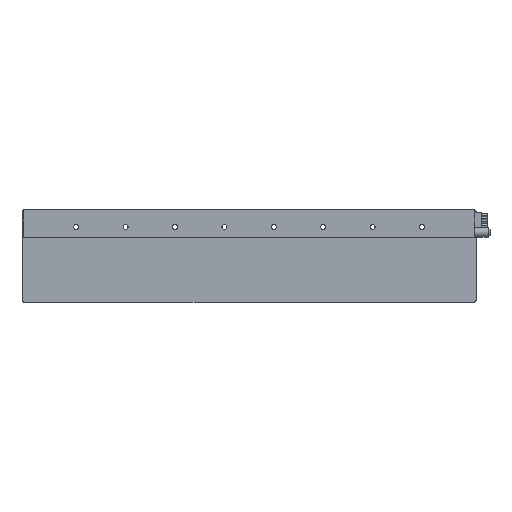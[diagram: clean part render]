
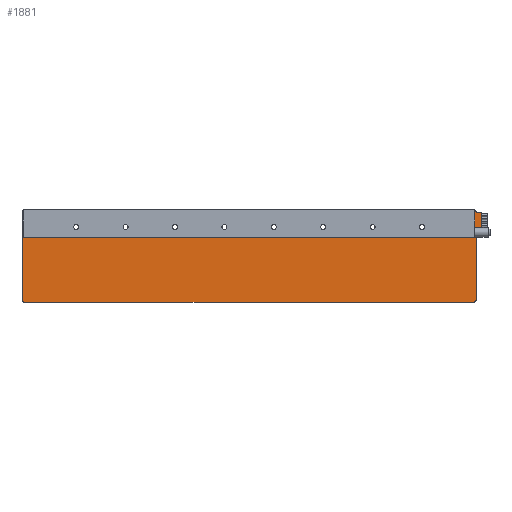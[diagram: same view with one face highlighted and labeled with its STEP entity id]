
A CAD part, top view. The second image highlights one B-rep face of the part: STEP entity #1881.
In plain terms, the highlighted planar face has unit normal (0, 0, 1).
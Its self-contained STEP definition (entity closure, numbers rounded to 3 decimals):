
#161=DIRECTION('',(0.,1.,0.));
#162=VECTOR('',#161,23.445);
#163=CARTESIAN_POINT('',(194.999,16.05,4.2));
#164=LINE('',#163,#162);
#165=CARTESIAN_POINT('',(193.8,37.65,4.2));
#166=DIRECTION('',(0.,0.,-1.));
#167=DIRECTION('',(0.545,0.838,0.));
#168=AXIS2_PLACEMENT_3D('',#165,#166,#167);
#170=DIRECTION('',(0.,-1.,0.));
#171=VECTOR('',#170,0.25);
#172=CARTESIAN_POINT('',(196.,37.65,4.2));
#173=LINE('',#172,#171);
#174=DIRECTION('',(0.,-1.,0.));
#175=VECTOR('',#174,14.6);
#176=CARTESIAN_POINT('',(200.6,37.4,4.2));
#177=LINE('',#176,#175);
#178=DIRECTION('',(0.,-1.,0.));
#179=VECTOR('',#178,60.55);
#180=CARTESIAN_POINT('',(196.,22.8,4.2));
#181=LINE('',#180,#179);
#182=CARTESIAN_POINT('',(193.8,-37.75,4.2));
#183=DIRECTION('',(0.,0.,-1.));
#184=DIRECTION('',(1.,0.,0.));
#185=AXIS2_PLACEMENT_3D('',#182,#183,#184);
#187=DIRECTION('',(-1.,0.,0.));
#188=VECTOR('',#187,387.6);
#189=CARTESIAN_POINT('',(193.8,-39.95,4.2));
#190=LINE('',#189,#188);
#191=CARTESIAN_POINT('',(-193.8,-37.75,4.2));
#192=DIRECTION('',(0.,0.,-1.));
#193=DIRECTION('',(0.,-1.,0.));
#194=AXIS2_PLACEMENT_3D('',#191,#192,#193);
#196=DIRECTION('',(0.,1.,0.));
#197=VECTOR('',#196,75.4);
#198=CARTESIAN_POINT('',(-196.,-37.75,4.2));
#199=LINE('',#198,#197);
#200=CARTESIAN_POINT('',(-193.8,37.65,4.2));
#201=DIRECTION('',(0.,0.,-1.));
#202=DIRECTION('',(-1.,0.,0.));
#203=AXIS2_PLACEMENT_3D('',#200,#201,#202);
#205=DIRECTION('',(1.,0.,0.));
#206=VECTOR('',#205,390.);
#207=CARTESIAN_POINT('',(-195.001,16.05,4.2));
#208=LINE('',#207,#206);
#273=DIRECTION('',(1.,0.,0.));
#274=VECTOR('',#273,4.6);
#275=CARTESIAN_POINT('',(196.,22.8,4.2));
#276=LINE('',#275,#274);
#345=DIRECTION('',(-1.,0.,0.));
#346=VECTOR('',#345,4.6);
#347=CARTESIAN_POINT('',(200.6,37.4,4.2));
#348=LINE('',#347,#346);
#582=DIRECTION('',(0.,1.,0.));
#583=VECTOR('',#582,23.443);
#584=CARTESIAN_POINT('',(-195.001,16.05,4.2));
#585=LINE('',#584,#583);
#1357=CARTESIAN_POINT('',(-195.001,39.493,4.2));
#1359=VERTEX_POINT('',#1357);
#1361=CARTESIAN_POINT('',(-196.,37.65,4.2));
#1362=VERTEX_POINT('',#1361);
#1366=CARTESIAN_POINT('',(194.999,39.495,4.2));
#1368=VERTEX_POINT('',#1366);
#1377=CARTESIAN_POINT('',(196.,37.65,4.2));
#1378=VERTEX_POINT('',#1377);
#1383=CARTESIAN_POINT('',(196.,37.4,4.2));
#1384=VERTEX_POINT('',#1383);
#1385=CARTESIAN_POINT('',(196.,-37.75,4.2));
#1386=VERTEX_POINT('',#1385);
#1387=CARTESIAN_POINT('',(196.,22.8,4.2));
#1388=VERTEX_POINT('',#1387);
#1409=CARTESIAN_POINT('',(200.6,22.8,4.2));
#1410=VERTEX_POINT('',#1409);
#1411=CARTESIAN_POINT('',(194.999,16.05,4.2));
#1412=VERTEX_POINT('',#1411);
#1413=CARTESIAN_POINT('',(200.6,37.4,4.2));
#1414=VERTEX_POINT('',#1413);
#1415=CARTESIAN_POINT('',(193.8,-39.95,4.2));
#1416=VERTEX_POINT('',#1415);
#1417=CARTESIAN_POINT('',(-193.8,-39.95,4.2));
#1418=VERTEX_POINT('',#1417);
#1419=CARTESIAN_POINT('',(-196.,-37.75,4.2));
#1420=VERTEX_POINT('',#1419);
#1421=CARTESIAN_POINT('',(-195.001,16.05,4.2));
#1422=VERTEX_POINT('',#1421);
#1849=CARTESIAN_POINT('',(0.,-0.05,4.2));
#1850=DIRECTION('',(0.,0.,1.));
#1851=DIRECTION('',(1.,0.,0.));
#1852=AXIS2_PLACEMENT_3D('',#1849,#1850,#1851);
#1853=PLANE('',#1852);
#1854=ORIENTED_EDGE('',*,*,#1823,.T.);
#1855=ORIENTED_EDGE('',*,*,#1786,.T.);
#1857=ORIENTED_EDGE('',*,*,#1856,.T.);
#1859=ORIENTED_EDGE('',*,*,#1858,.F.);
#1861=ORIENTED_EDGE('',*,*,#1860,.T.);
#1863=ORIENTED_EDGE('',*,*,#1862,.F.);
#1865=ORIENTED_EDGE('',*,*,#1864,.T.);
#1867=ORIENTED_EDGE('',*,*,#1866,.T.);
#1869=ORIENTED_EDGE('',*,*,#1868,.T.);
#1871=ORIENTED_EDGE('',*,*,#1870,.T.);
#1873=ORIENTED_EDGE('',*,*,#1872,.T.);
#1875=ORIENTED_EDGE('',*,*,#1874,.T.);
#1877=ORIENTED_EDGE('',*,*,#1876,.F.);
#1878=ORIENTED_EDGE('',*,*,#1839,.T.);
#1879=EDGE_LOOP('',(#1854,#1855,#1857,#1859,#1861,#1863,#1865,#1867,#1869,#1871,
#1873,#1875,#1877,#1878));
#1880=FACE_OUTER_BOUND('',#1879,.F.);
#169=CIRCLE('',#168,2.2);
#186=CIRCLE('',#185,2.2);
#195=CIRCLE('',#194,2.2);
#204=CIRCLE('',#203,2.2);
#1786=EDGE_CURVE('',#1368,#1378,#169,.T.);
#1823=EDGE_CURVE('',#1412,#1368,#164,.T.);
#1839=EDGE_CURVE('',#1422,#1412,#208,.T.);
#1856=EDGE_CURVE('',#1378,#1384,#173,.T.);
#1858=EDGE_CURVE('',#1414,#1384,#348,.T.);
#1860=EDGE_CURVE('',#1414,#1410,#177,.T.);
#1862=EDGE_CURVE('',#1388,#1410,#276,.T.);
#1864=EDGE_CURVE('',#1388,#1386,#181,.T.);
#1866=EDGE_CURVE('',#1386,#1416,#186,.T.);
#1868=EDGE_CURVE('',#1416,#1418,#190,.T.);
#1870=EDGE_CURVE('',#1418,#1420,#195,.T.);
#1872=EDGE_CURVE('',#1420,#1362,#199,.T.);
#1874=EDGE_CURVE('',#1362,#1359,#204,.T.);
#1876=EDGE_CURVE('',#1422,#1359,#585,.T.);
#1881=ADVANCED_FACE('',(#1880),#1853,.T.);
